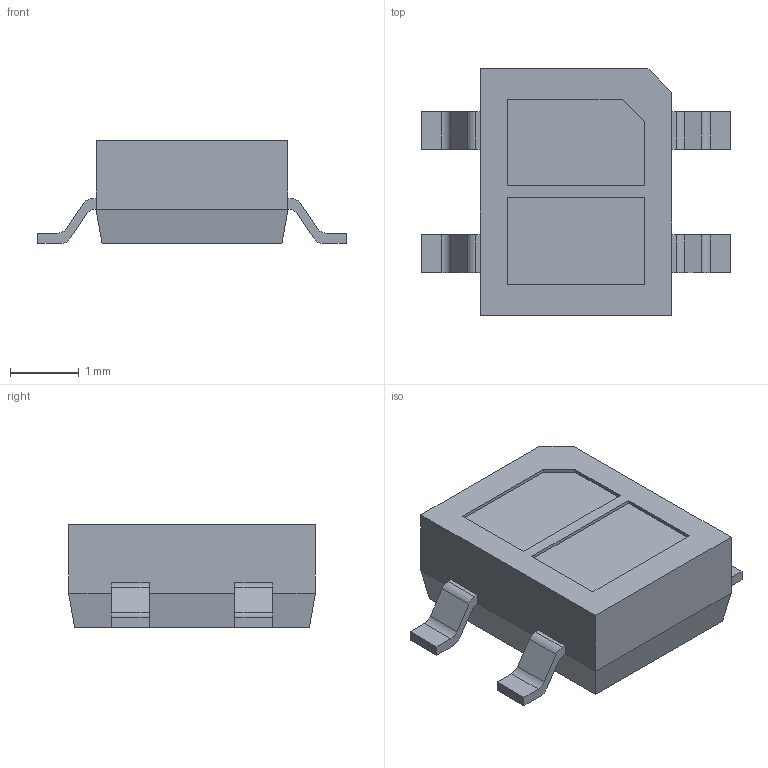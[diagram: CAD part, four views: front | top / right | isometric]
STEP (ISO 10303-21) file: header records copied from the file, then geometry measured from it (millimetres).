
FILE_DESCRIPTION(/* description */ (''),/* implementation_level */ '2;1');
FILE_NAME(/* name */ 'czujnik_odbibiowy.stp',/* time_stamp */ '2024-05-26T17:54:11+02:00',/* author */ ('Adam'),/* organization */ (''),/* preprocessor_version */ 'ST-DEVELOPER v19.2',/* originating_system */ 'Autodesk Inventor 2024',/* authorisation */ '');
FILE_SCHEMA (('AUTOMOTIVE_DESIGN { 1 0 10303 214 3 1 1 }'));
Length unit declared in the file: millimetre
Products named in the file (1): Część1
Bounding box: 4.5 x 3.6 x 1.5 mm (x, y, z)
Volume: 14.8 mm3; surface area: 44.5 mm2
Topology: 1 solids, 1 shells, 74 faces, 199 edges, 129 vertices
Faces by surface type: plane 58, cylinder 16
Entity records: 2427 total; most frequent: CARTESIAN_POINT 403, ORIENTED_EDGE 398, DIRECTION 381, EDGE_CURVE 199, LINE 167, VECTOR 167, VERTEX_POINT 129, AXIS2_PLACEMENT_3D 107
